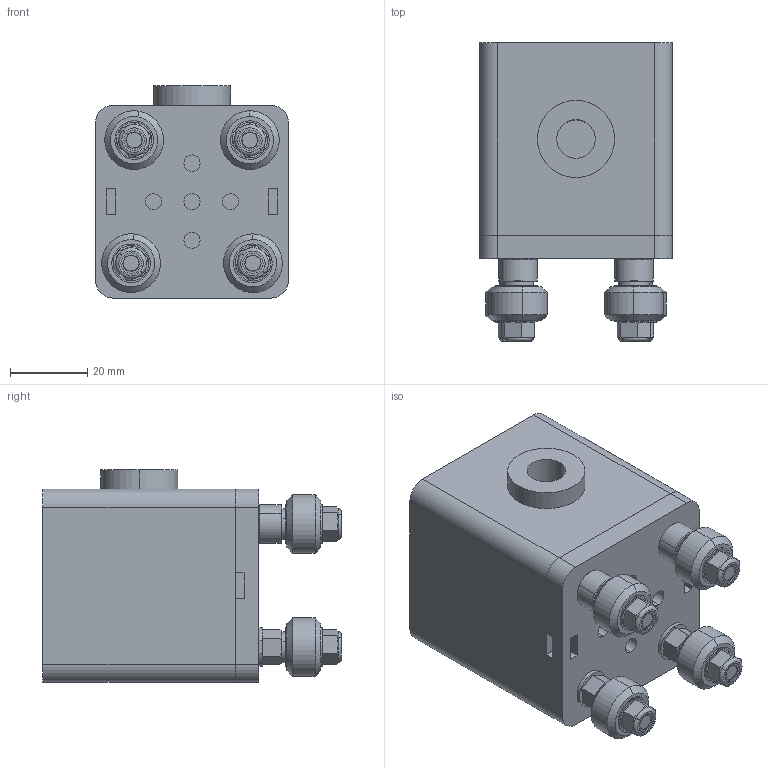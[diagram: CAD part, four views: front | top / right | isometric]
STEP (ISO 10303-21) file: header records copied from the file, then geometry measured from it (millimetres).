
FILE_DESCRIPTION (( 'STEP AP203' ), '1' );
FILE_NAME ('movil_Default_sldprt.STEP', '2021-10-02T18:52:19', ( '' ), ( '' ), 'SwSTEP 2.0', 'SolidWorks 2020', '' );
FILE_SCHEMA (( 'CONFIG_CONTROL_DESIGN' ));
Length unit declared in the file: millimetre
Products named in the file (1): movil_Default_sldprt
Bounding box: 50 x 77.4 x 55 mm (x, y, z)
Volume: 145734.6 mm3; surface area: 35096.2 mm2
Topology: 34 solids, 34 shells, 630 faces, 1358 edges, 852 vertices
Faces by surface type: cylinder 264, plane 234, cone 116, torus 16
Entity records: 17597 total; most frequent: CARTESIAN_POINT 3353, DIRECTION 3180, ORIENTED_EDGE 2700, EDGE_CURVE 1350, AXIS2_PLACEMENT_3D 1319, VERTEX_POINT 852, EDGE_LOOP 772, CIRCLE 688
